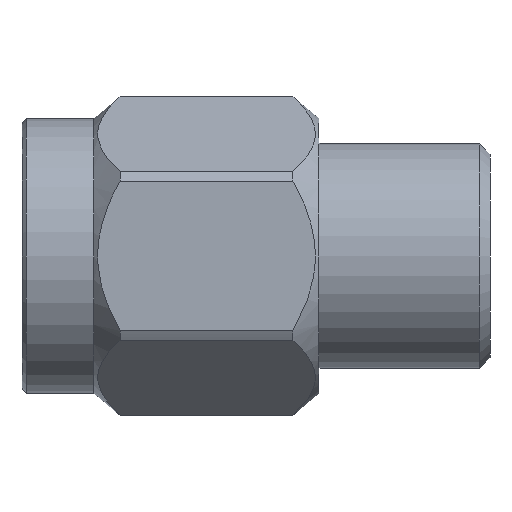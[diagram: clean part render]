
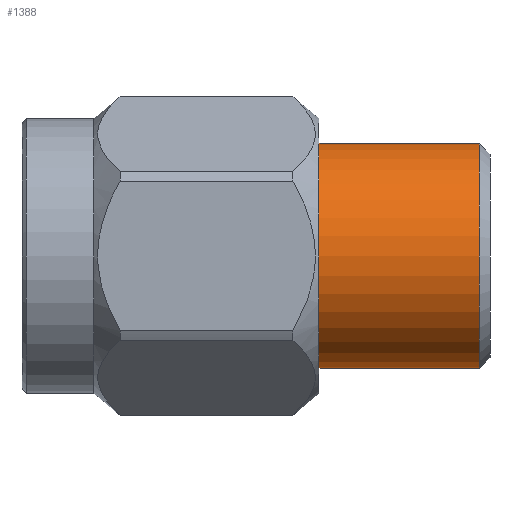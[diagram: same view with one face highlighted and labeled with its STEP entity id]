
A CAD part, front view. The second image highlights one B-rep face of the part: STEP entity #1388.
In plain terms, the highlighted cylindrical face has radius 3.175 mm (diameter 6.35 mm), a full revolution.
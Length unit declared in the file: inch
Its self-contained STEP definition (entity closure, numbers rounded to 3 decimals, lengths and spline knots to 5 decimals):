
#169 = AXIS2_PLACEMENT_3D ( 'NONE', #1435, #455, #2191 ) ;
#233 = AXIS2_PLACEMENT_3D ( 'NONE', #1783, #326, #1082 ) ;
#257 = VERTEX_POINT ( 'NONE', #398 ) ;
#326 = DIRECTION ( 'NONE',  ( -1., 0., 0. ) ) ;
#398 = CARTESIAN_POINT ( 'NONE',  ( 0.33, 0., -0.125 ) ) ;
#399 = EDGE_CURVE ( 'NONE', #257, #257, #900, .T. ) ;
#455 = DIRECTION ( 'NONE',  ( -1., 0., 0. ) ) ;
#787 = ORIENTED_EDGE ( 'NONE', *, *, #399, .T. ) ;
#890 = FACE_OUTER_BOUND ( 'NONE', #2412, .T. ) ;
#900 = CIRCLE ( 'NONE', #2577, 0.125 ) ;
#948 = DIRECTION ( 'NONE',  ( 0., 0., -1. ) ) ;
#1082 = DIRECTION ( 'NONE',  ( 0., 0., -1. ) ) ;
#1383 = FACE_OUTER_BOUND ( 'NONE', #1466, .T. ) ;
#1388 = ADVANCED_FACE ( 'NONE', ( #890, #1383 ), #1930, .T. ) ;
#1435 = CARTESIAN_POINT ( 'NONE',  ( 1.39355, 0., 0. ) ) ;
#1466 = EDGE_LOOP ( 'NONE', ( #787 ) ) ;
#1533 = CIRCLE ( 'NONE', #233, 0.125 ) ;
#1783 = CARTESIAN_POINT ( 'NONE',  ( 0.508, 0., 0. ) ) ;
#1930 = CYLINDRICAL_SURFACE ( 'NONE', #169, 0.125 ) ;
#2005 = VERTEX_POINT ( 'NONE', #3249 ) ;
#2105 = EDGE_CURVE ( 'NONE', #2005, #2005, #1533, .T. ) ;
#2191 = DIRECTION ( 'NONE',  ( 0., 0., 1. ) ) ;
#2227 = ORIENTED_EDGE ( 'NONE', *, *, #2105, .T. ) ;
#2412 = EDGE_LOOP ( 'NONE', ( #2227 ) ) ;
#2577 = AXIS2_PLACEMENT_3D ( 'NONE', #3151, #3203, #948 ) ;
#3151 = CARTESIAN_POINT ( 'NONE',  ( 0.33, 0., 0. ) ) ;
#3203 = DIRECTION ( 'NONE',  ( 1., 0., 0. ) ) ;
#3249 = CARTESIAN_POINT ( 'NONE',  ( 0.508, 0., -0.125 ) ) ;
